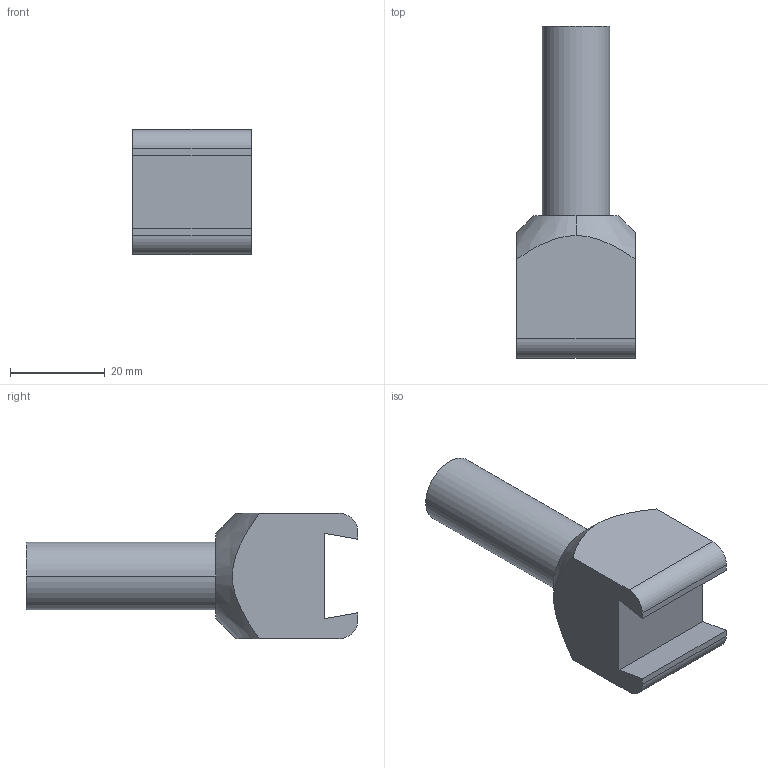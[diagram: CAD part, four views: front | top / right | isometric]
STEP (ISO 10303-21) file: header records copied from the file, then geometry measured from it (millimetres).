
FILE_DESCRIPTION(('STEP AP214'),'1');
FILE_NAME('cctmp_627F4AF1-616C-4529-A647-9FAF5BE92251_2020_1_17_7_0_27_351..stp','2020-01-17T06:00:27',('Bosch Rexroth AG'),('CADClick - www.CADClick.com'),'Spatial InterOp 3D',' ','unknown authorization - (Healing Option Enabled)');
FILE_SCHEMA(('AUTOMOTIVE_DESIGN'));
Length unit declared in the file: millimetre
Products named in the file (1): 2020_01_17__07-00-27-335
Bounding box: 25 x 70 x 26.4 mm (x, y, z)
Volume: 21804.1 mm3; surface area: 5861 mm2
Topology: 1 solids, 1 shells, 17 faces, 42 edges, 28 vertices
Faces by surface type: plane 11, cylinder 4, cone 2
Entity records: 660 total; most frequent: CARTESIAN_POINT 100, ORIENTED_EDGE 84, DIRECTION 82, EDGE_CURVE 42, AXIS2_PLACEMENT_3D 28, VERTEX_POINT 28, LINE 26, VECTOR 26
